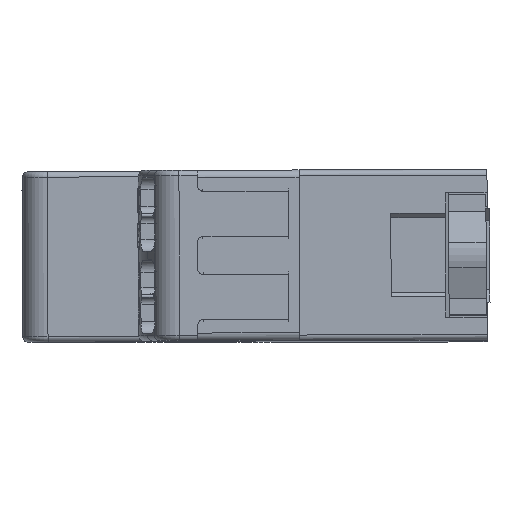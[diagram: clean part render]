
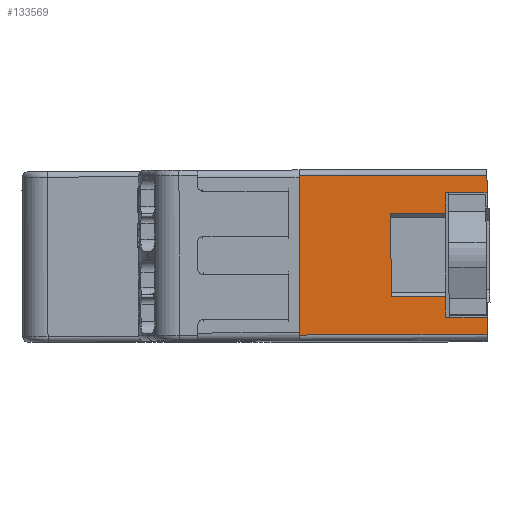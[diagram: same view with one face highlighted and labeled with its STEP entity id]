
A CAD part, top view. The second image highlights one B-rep face of the part: STEP entity #133569.
In plain terms, the highlighted planar face has unit normal (0, 0, 1).
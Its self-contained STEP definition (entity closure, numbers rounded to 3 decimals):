
#29 = VERTEX_POINT ( 'NONE', #24789 ) ;
#4815 = LINE ( 'NONE', #44383, #126340 ) ;
#7384 = DIRECTION ( 'NONE',  ( -1., -0.002, 0. ) ) ;
#7711 = DIRECTION ( 'NONE',  ( -0.002, 1., 0. ) ) ;
#8045 = CARTESIAN_POINT ( 'NONE',  ( 16.249, 9.633, 64.152 ) ) ;
#8305 = LINE ( 'NONE', #19349, #49120 ) ;
#9311 = ORIENTED_EDGE ( 'NONE', *, *, #173643, .T. ) ;
#9737 = ORIENTED_EDGE ( 'NONE', *, *, #80323, .F. ) ;
#9869 = CARTESIAN_POINT ( 'NONE',  ( 20.075, -2.058, 64.152 ) ) ;
#11543 = ORIENTED_EDGE ( 'NONE', *, *, #126535, .F. ) ;
#12903 = ORIENTED_EDGE ( 'NONE', *, *, #163031, .F. ) ;
#13831 = CARTESIAN_POINT ( 'NONE',  ( 2.874, -1.496, 64.152 ) ) ;
#13882 = EDGE_CURVE ( 'NONE', #58438, #75023, #58322, .T. ) ;
#19349 = CARTESIAN_POINT ( 'NONE',  ( -7.51, 13.081, 64.152 ) ) ;
#20704 = VERTEX_POINT ( 'NONE', #70499 ) ;
#24179 = CARTESIAN_POINT ( 'NONE',  ( 20.041, 13.142, 64.152 ) ) ;
#24789 = CARTESIAN_POINT ( 'NONE',  ( 11.266, 2.022, 64.152 ) ) ;
#25162 = VECTOR ( 'NONE', #103186, 1000. ) ;
#28247 = ORIENTED_EDGE ( 'NONE', *, *, #81709, .T. ) ;
#31175 = EDGE_CURVE ( 'NONE', #85013, #43985, #134005, .T. ) ;
#36543 = LINE ( 'NONE', #9869, #136555 ) ;
#40830 = VERTEX_POINT ( 'NONE', #76365 ) ;
#43628 = DIRECTION ( 'NONE',  ( 0.002, -1., 0. ) ) ;
#43985 = VERTEX_POINT ( 'NONE', #124069 ) ;
#44383 = CARTESIAN_POINT ( 'NONE',  ( 20.045, 11.542, 64.152 ) ) ;
#44632 = VERTEX_POINT ( 'NONE', #61214 ) ;
#46730 = VECTOR ( 'NONE', #64138, 1000. ) ;
#49120 = VECTOR ( 'NONE', #7384, 1000. ) ;
#52425 = VECTOR ( 'NONE', #141611, 1000. ) ;
#57972 = VECTOR ( 'NONE', #111237, 1000. ) ;
#58322 = LINE ( 'NONE', #153999, #119375 ) ;
#58438 = VERTEX_POINT ( 'NONE', #162123 ) ;
#58684 = VERTEX_POINT ( 'NONE', #59677 ) ;
#59082 = CARTESIAN_POINT ( 'NONE',  ( 16.245, 11.533, 64.152 ) ) ;
#59677 = CARTESIAN_POINT ( 'NONE',  ( 16.245, 11.533, 64.152 ) ) ;
#59985 = DIRECTION ( 'NONE',  ( -1., -0.002, 0. ) ) ;
#61214 = CARTESIAN_POINT ( 'NONE',  ( 20.045, 11.542, 64.152 ) ) ;
#62719 = LINE ( 'NONE', #59082, #25162 ) ;
#64138 = DIRECTION ( 'NONE',  ( -1., -0.002, 0. ) ) ;
#64429 = CARTESIAN_POINT ( 'NONE',  ( 20.073, -1.458, 64.152 ) ) ;
#66688 = CARTESIAN_POINT ( 'NONE',  ( 20.073, -1.458, 64.152 ) ) ;
#66732 = PLANE ( 'NONE',  #141140 ) ;
#70499 = CARTESIAN_POINT ( 'NONE',  ( 2.841, 13.104, 64.152 ) ) ;
#74469 = CARTESIAN_POINT ( 'NONE',  ( 11.249, 9.622, 64.152 ) ) ;
#75023 = VERTEX_POINT ( 'NONE', #85029 ) ;
#76365 = CARTESIAN_POINT ( 'NONE',  ( 20.07, 0.142, 64.152 ) ) ;
#78242 = EDGE_CURVE ( 'NONE', #58684, #85013, #62719, .T. ) ;
#80323 = EDGE_CURVE ( 'NONE', #75023, #40830, #91077, .T. ) ;
#81709 = EDGE_CURVE ( 'NONE', #109051, #91518, #134314, .T. ) ;
#82775 = DIRECTION ( 'NONE',  ( 0.002, -1., 0. ) ) ;
#85013 = VERTEX_POINT ( 'NONE', #105768 ) ;
#85029 = CARTESIAN_POINT ( 'NONE',  ( 16.27, 0.133, 64.152 ) ) ;
#91077 = LINE ( 'NONE', #146269, #95779 ) ;
#91518 = VERTEX_POINT ( 'NONE', #66688 ) ;
#91523 = VECTOR ( 'NONE', #82775, 1000. ) ;
#92795 = EDGE_CURVE ( 'NONE', #44632, #132815, #146579, .T. ) ;
#95228 = DIRECTION ( 'NONE',  ( 1., 0.002, 0. ) ) ;
#95779 = VECTOR ( 'NONE', #145350, 1000. ) ;
#103054 = DIRECTION ( 'NONE',  ( 1., 0.002, 0. ) ) ;
#103186 = DIRECTION ( 'NONE',  ( 0.002, -1., 0. ) ) ;
#104267 = CARTESIAN_POINT ( 'NONE',  ( 20.075, -2.058, 64.152 ) ) ;
#105768 = CARTESIAN_POINT ( 'NONE',  ( 16.249, 9.633, 64.152 ) ) ;
#109051 = VERTEX_POINT ( 'NONE', #13831 ) ;
#111237 = DIRECTION ( 'NONE',  ( 1., 0.002, 0. ) ) ;
#115253 = EDGE_CURVE ( 'NONE', #44632, #58684, #4815, .T. ) ;
#119099 = VECTOR ( 'NONE', #103054, 1000. ) ;
#119124 = ORIENTED_EDGE ( 'NONE', *, *, #31175, .F. ) ;
#119375 = VECTOR ( 'NONE', #43628, 1000. ) ;
#122037 = DIRECTION ( 'NONE',  ( -0.002, 1., 0. ) ) ;
#122562 = ORIENTED_EDGE ( 'NONE', *, *, #92795, .T. ) ;
#123310 = LINE ( 'NONE', #177575, #91523 ) ;
#123739 = DIRECTION ( 'NONE',  ( 0., 0., -1. ) ) ;
#124069 = CARTESIAN_POINT ( 'NONE',  ( 11.249, 9.622, 64.152 ) ) ;
#125026 = ORIENTED_EDGE ( 'NONE', *, *, #142299, .T. ) ;
#126340 = VECTOR ( 'NONE', #59985, 1000. ) ;
#126535 = EDGE_CURVE ( 'NONE', #43985, #29, #126920, .T. ) ;
#126920 = LINE ( 'NONE', #74469, #52425 ) ;
#132815 = VERTEX_POINT ( 'NONE', #24179 ) ;
#133569 = ADVANCED_FACE ( 'NONE', ( #137540 ), #66732, .F. ) ;
#134005 = LINE ( 'NONE', #8045, #46730 ) ;
#134314 = LINE ( 'NONE', #64429, #57972 ) ;
#134600 = EDGE_CURVE ( 'NONE', #20704, #109051, #123310, .T. ) ;
#136555 = VECTOR ( 'NONE', #122037, 1000. ) ;
#137540 = FACE_OUTER_BOUND ( 'NONE', #139203, .T. ) ;
#139203 = EDGE_LOOP ( 'NONE', ( #119124, #168343, #175435, #122562, #125026, #147641, #28247, #9311, #9737, #170495, #12903, #11543 ) ) ;
#141140 = AXIS2_PLACEMENT_3D ( 'NONE', #178919, #123739, #95228 ) ;
#141611 = DIRECTION ( 'NONE',  ( 0.002, -1., 0. ) ) ;
#142299 = EDGE_CURVE ( 'NONE', #132815, #20704, #8305, .T. ) ;
#145350 = DIRECTION ( 'NONE',  ( 1., 0.002, 0. ) ) ;
#146269 = CARTESIAN_POINT ( 'NONE',  ( 16.27, 0.133, 64.152 ) ) ;
#146579 = LINE ( 'NONE', #104267, #173713 ) ;
#147641 = ORIENTED_EDGE ( 'NONE', *, *, #134600, .T. ) ;
#148076 = LINE ( 'NONE', #173829, #119099 ) ;
#153999 = CARTESIAN_POINT ( 'NONE',  ( 16.245, 11.533, 64.152 ) ) ;
#162123 = CARTESIAN_POINT ( 'NONE',  ( 16.266, 2.033, 64.152 ) ) ;
#163031 = EDGE_CURVE ( 'NONE', #29, #58438, #148076, .T. ) ;
#168343 = ORIENTED_EDGE ( 'NONE', *, *, #78242, .F. ) ;
#170495 = ORIENTED_EDGE ( 'NONE', *, *, #13882, .F. ) ;
#173643 = EDGE_CURVE ( 'NONE', #91518, #40830, #36543, .T. ) ;
#173713 = VECTOR ( 'NONE', #7711, 1000. ) ;
#173829 = CARTESIAN_POINT ( 'NONE',  ( 11.266, 2.022, 64.152 ) ) ;
#175435 = ORIENTED_EDGE ( 'NONE', *, *, #115253, .F. ) ;
#177575 = CARTESIAN_POINT ( 'NONE',  ( 2.84, 13.704, 64.152 ) ) ;
#178919 = CARTESIAN_POINT ( 'NONE',  ( -7.477, -2.119, 64.152 ) ) ;
